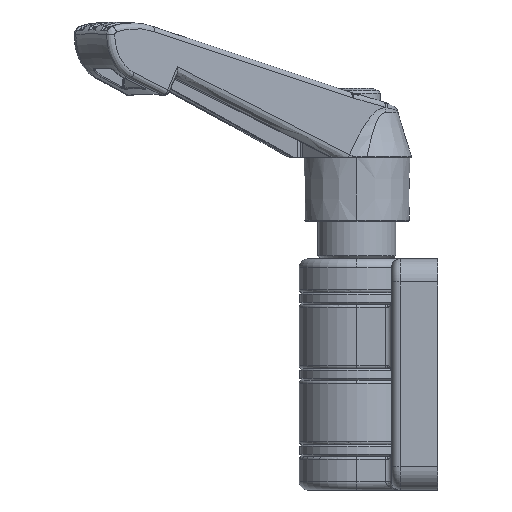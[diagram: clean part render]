
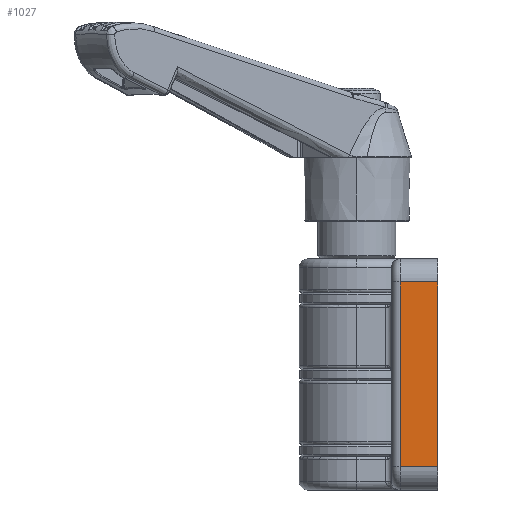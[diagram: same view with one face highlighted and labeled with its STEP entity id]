
A CAD part, left-side view. The second image highlights one B-rep face of the part: STEP entity #1027.
In plain terms, the highlighted planar face has unit normal (-1, 0, 0).
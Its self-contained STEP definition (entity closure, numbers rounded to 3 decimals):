
#313 = VERTEX_POINT ( 'NONE', #18368 ) ;
#488 = ORIENTED_EDGE ( 'NONE', *, *, #9178, .T. ) ;
#592 = CARTESIAN_POINT ( 'NONE',  ( -29.794, -5.617, -36.621 ) ) ;
#856 = VECTOR ( 'NONE', #4034, 1000. ) ;
#940 = CARTESIAN_POINT ( 'NONE',  ( -29.794, -7.117, -36.621 ) ) ;
#1027 = ADVANCED_FACE ( 'NONE', ( #12141 ), #3445, .T. ) ;
#2070 = EDGE_CURVE ( 'NONE', #313, #18253, #13366, .T. ) ;
#2408 = EDGE_CURVE ( 'NONE', #14422, #10293, #3852, .T. ) ;
#3382 = DIRECTION ( 'NONE',  ( 0., 0., 1. ) ) ;
#3400 = DIRECTION ( 'NONE',  ( -1., 0., 0. ) ) ;
#3445 = PLANE ( 'NONE',  #15741 ) ;
#3457 = VECTOR ( 'NONE', #6488, 1000. ) ;
#3548 = LINE ( 'NONE', #14244, #17728 ) ;
#3589 = ORIENTED_EDGE ( 'NONE', *, *, #2070, .T. ) ;
#3852 = LINE ( 'NONE', #6332, #3457 ) ;
#3902 = CARTESIAN_POINT ( 'NONE',  ( -29.794, -5.617, -40.621 ) ) ;
#4034 = DIRECTION ( 'NONE',  ( 0., 1., 0. ) ) ;
#6332 = CARTESIAN_POINT ( 'NONE',  ( -29.794, -13.617, -40.621 ) ) ;
#6488 = DIRECTION ( 'NONE',  ( 0., 0., -1. ) ) ;
#9178 = EDGE_CURVE ( 'NONE', #14422, #313, #3548, .T. ) ;
#10293 = VERTEX_POINT ( 'NONE', #14209 ) ;
#12141 = FACE_OUTER_BOUND ( 'NONE', #15914, .T. ) ;
#12366 = LINE ( 'NONE', #592, #856 ) ;
#12417 = CARTESIAN_POINT ( 'NONE',  ( -29.794, -13.617, -4.621 ) ) ;
#12558 = DIRECTION ( 'NONE',  ( 0., 0., -1. ) ) ;
#12612 = CARTESIAN_POINT ( 'NONE',  ( -29.794, -7.117, -40.621 ) ) ;
#13366 = LINE ( 'NONE', #12612, #16486 ) ;
#13671 = EDGE_CURVE ( 'NONE', #10293, #18253, #12366, .T. ) ;
#13957 = ORIENTED_EDGE ( 'NONE', *, *, #2408, .F. ) ;
#14209 = CARTESIAN_POINT ( 'NONE',  ( -29.794, -13.617, -36.621 ) ) ;
#14244 = CARTESIAN_POINT ( 'NONE',  ( -29.794, -5.617, -4.621 ) ) ;
#14391 = DIRECTION ( 'NONE',  ( 0., 1., 0. ) ) ;
#14422 = VERTEX_POINT ( 'NONE', #12417 ) ;
#15741 = AXIS2_PLACEMENT_3D ( 'NONE', #3902, #3400, #3382 ) ;
#15914 = EDGE_LOOP ( 'NONE', ( #488, #3589, #20551, #13957 ) ) ;
#16486 = VECTOR ( 'NONE', #12558, 1000. ) ;
#17728 = VECTOR ( 'NONE', #14391, 1000. ) ;
#18253 = VERTEX_POINT ( 'NONE', #940 ) ;
#18368 = CARTESIAN_POINT ( 'NONE',  ( -29.794, -7.117, -4.621 ) ) ;
#20551 = ORIENTED_EDGE ( 'NONE', *, *, #13671, .F. ) ;
